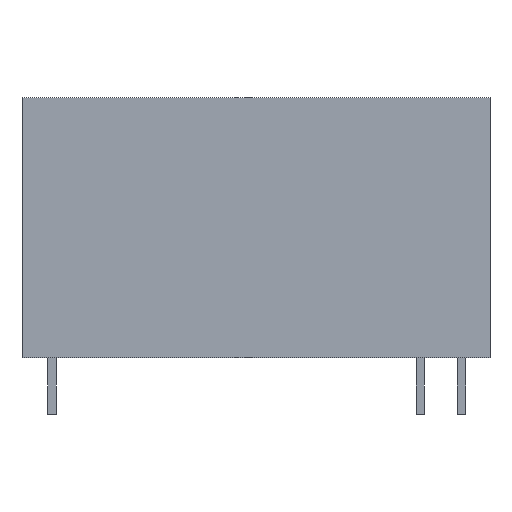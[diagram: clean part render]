
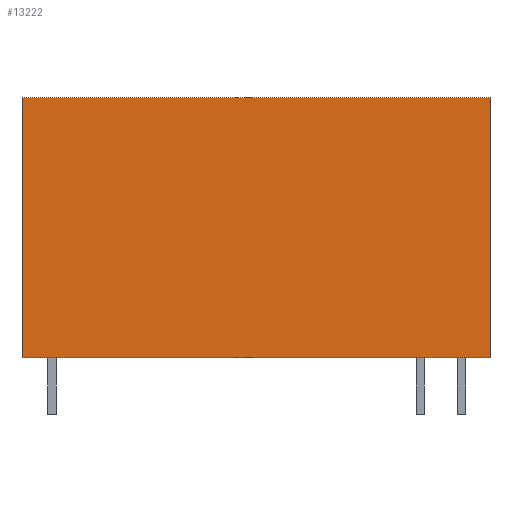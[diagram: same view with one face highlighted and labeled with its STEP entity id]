
A CAD part, front view. The second image highlights one B-rep face of the part: STEP entity #13222.
In plain terms, the highlighted planar face has unit normal (0, -1, 0).
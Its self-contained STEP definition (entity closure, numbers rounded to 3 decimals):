
#248 = EDGE_LOOP ( 'NONE', ( #331, #12203, #5470, #8975 ) ) ;
#302 = EDGE_CURVE ( 'NONE', #11331, #8118, #2814, .T. ) ;
#331 = ORIENTED_EDGE ( 'NONE', *, *, #4301, .T. ) ;
#1096 = LINE ( 'NONE', #10868, #10505 ) ;
#1317 = VECTOR ( 'NONE', #8441, 1000. ) ;
#1404 = CARTESIAN_POINT ( 'NONE',  ( -14.4, -6.25, 16. ) ) ;
#2814 = LINE ( 'NONE', #7215, #1317 ) ;
#3396 = CARTESIAN_POINT ( 'NONE',  ( 14.4, -6.25, 16. ) ) ;
#4301 = EDGE_CURVE ( 'NONE', #4403, #11128, #1096, .T. ) ;
#4403 = VERTEX_POINT ( 'NONE', #9537 ) ;
#5070 = CARTESIAN_POINT ( 'NONE',  ( 14.4, -6.25, 16. ) ) ;
#5470 = ORIENTED_EDGE ( 'NONE', *, *, #302, .F. ) ;
#5504 = DIRECTION ( 'NONE',  ( -1., 0., 0. ) ) ;
#5640 = AXIS2_PLACEMENT_3D ( 'NONE', #3396, #7790, #5504 ) ;
#5643 = FACE_OUTER_BOUND ( 'NONE', #248, .T. ) ;
#7215 = CARTESIAN_POINT ( 'NONE',  ( 14.4, -6.25, 16. ) ) ;
#7458 = VECTOR ( 'NONE', #9216, 1000. ) ;
#7580 = CARTESIAN_POINT ( 'NONE',  ( 14.4, -6.25, 0. ) ) ;
#7790 = DIRECTION ( 'NONE',  ( 0., 1., 0. ) ) ;
#8118 = VERTEX_POINT ( 'NONE', #5070 ) ;
#8441 = DIRECTION ( 'NONE',  ( 1., 0., 0. ) ) ;
#8975 = ORIENTED_EDGE ( 'NONE', *, *, #14077, .T. ) ;
#9216 = DIRECTION ( 'NONE',  ( 0., 0., -1. ) ) ;
#9537 = CARTESIAN_POINT ( 'NONE',  ( -14.4, -6.25, 0. ) ) ;
#10505 = VECTOR ( 'NONE', #13317, 1000. ) ;
#10868 = CARTESIAN_POINT ( 'NONE',  ( 14.4, -6.25, 0. ) ) ;
#11128 = VERTEX_POINT ( 'NONE', #7580 ) ;
#11142 = LINE ( 'NONE', #1404, #14163 ) ;
#11331 = VERTEX_POINT ( 'NONE', #13865 ) ;
#12203 = ORIENTED_EDGE ( 'NONE', *, *, #13064, .F. ) ;
#12686 = CARTESIAN_POINT ( 'NONE',  ( 14.4, -6.25, 16. ) ) ;
#13064 = EDGE_CURVE ( 'NONE', #8118, #11128, #13772, .T. ) ;
#13222 = ADVANCED_FACE ( 'NONE', ( #5643 ), #13310, .F. ) ;
#13310 = PLANE ( 'NONE',  #5640 ) ;
#13317 = DIRECTION ( 'NONE',  ( 1., 0., 0. ) ) ;
#13386 = DIRECTION ( 'NONE',  ( 0., 0., -1. ) ) ;
#13772 = LINE ( 'NONE', #12686, #7458 ) ;
#13865 = CARTESIAN_POINT ( 'NONE',  ( -14.4, -6.25, 16. ) ) ;
#14077 = EDGE_CURVE ( 'NONE', #11331, #4403, #11142, .T. ) ;
#14163 = VECTOR ( 'NONE', #13386, 1000. ) ;
